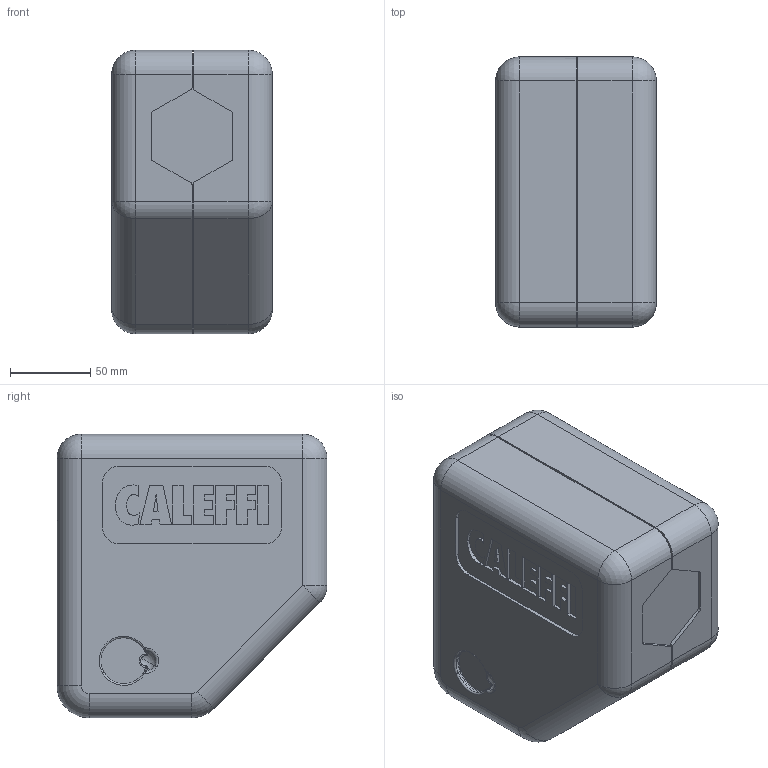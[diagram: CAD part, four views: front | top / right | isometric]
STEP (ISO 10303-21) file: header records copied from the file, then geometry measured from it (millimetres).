
FILE_DESCRIPTION(('CATIA V5 STEP Exchange','CAx-IF Rec.Pracs.--- Model Styling and Organization---1.4--- 2014-01-23','CAx-IF Rec.Pracs.---3D Tessellated Data Validation Properties---0.5---2014-09-14'),'2;1');
FILE_NAME('STEP_CBN128161_-_TST.stp','2022-05-03T13:10:25+00:00',('none'),('none'),'CATIA Version 5-6 Release 2019 SP3','CATIA V5 STEP AP242 v1','none');
FILE_SCHEMA(('AP242_MANAGED_MODEL_BASED_3D_ENGINEERING_MIM_LF {1 0 10303 442 1 1 4}'));
Length unit declared in the file: millimetre
Products named in the file (1): CBN128161 - TST
Bounding box: 100 x 168 x 176.5 mm (x, y, z)
Volume: 2549179.5 mm3; surface area: 115704.1 mm2
Topology: 1 solids, 1 shells, 306 faces, 809 edges, 512 vertices
Faces by surface type: plane 181, cylinder 48, torus 24, extrusion 20, bspline 18, sphere 10, cone 5
Entity records: 10263 total; most frequent: CARTESIAN_POINT 3330, ORIENTED_EDGE 1590, DIRECTION 1090, EDGE_CURVE 795, VECTOR 536, LINE 516, VERTEX_POINT 511, AXIS2_PLACEMENT_3D 354
